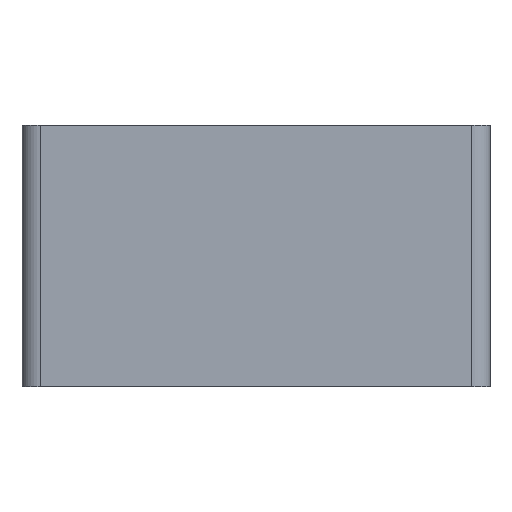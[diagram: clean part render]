
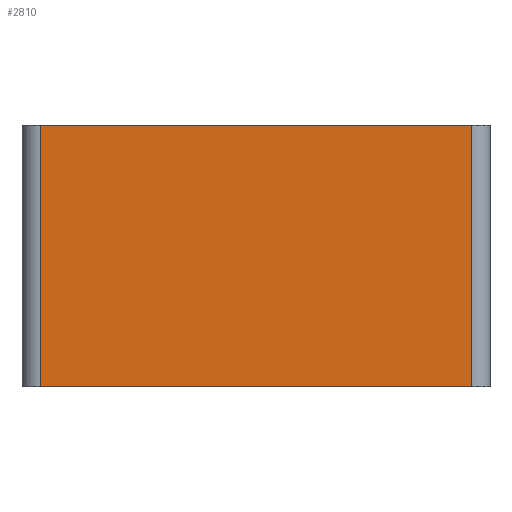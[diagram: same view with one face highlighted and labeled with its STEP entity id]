
A CAD part, left-side view. The second image highlights one B-rep face of the part: STEP entity #2810.
In plain terms, the highlighted planar face has unit normal (-1, 0, 0).
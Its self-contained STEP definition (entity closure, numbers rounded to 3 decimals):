
#947 = PLANE('',#948);
#948 = AXIS2_PLACEMENT_3D('',#949,#950,#951);
#949 = CARTESIAN_POINT('',(-55.,-37.5,42.));
#950 = DIRECTION('',(0.,0.,1.));
#951 = DIRECTION('',(1.,0.,0.));
#2116 = EDGE_CURVE('',#2117,#2119,#2121,.T.);
#2117 = VERTEX_POINT('',#2118);
#2118 = CARTESIAN_POINT('',(-56.2,-35.7,42.));
#2119 = VERTEX_POINT('',#2120);
#2120 = CARTESIAN_POINT('',(-56.2,35.7,42.));
#2121 = SURFACE_CURVE('',#2122,(#2126,#2133),.PCURVE_S1.);
#2122 = LINE('',#2123,#2124);
#2123 = CARTESIAN_POINT('',(-56.2,-37.5,42.));
#2124 = VECTOR('',#2125,1.);
#2125 = DIRECTION('',(0.,1.,0.));
#2126 = PCURVE('',#947,#2127);
#2127 = DEFINITIONAL_REPRESENTATION('',(#2128),#2132);
#2128 = LINE('',#2129,#2130);
#2129 = CARTESIAN_POINT('',(-1.2,0.));
#2130 = VECTOR('',#2131,1.);
#2131 = DIRECTION('',(0.,1.));
#2132 = ( GEOMETRIC_REPRESENTATION_CONTEXT(2) 
PARAMETRIC_REPRESENTATION_CONTEXT() REPRESENTATION_CONTEXT('2D SPACE',''
  ) );
#2133 = PCURVE('',#2134,#2139);
#2134 = PLANE('',#2135);
#2135 = AXIS2_PLACEMENT_3D('',#2136,#2137,#2138);
#2136 = CARTESIAN_POINT('',(-56.2,-37.5,0.));
#2137 = DIRECTION('',(1.,0.,0.));
#2138 = DIRECTION('',(0.,0.,1.));
#2139 = DEFINITIONAL_REPRESENTATION('',(#2140),#2144);
#2140 = LINE('',#2141,#2142);
#2141 = CARTESIAN_POINT('',(42.,0.));
#2142 = VECTOR('',#2143,1.);
#2143 = DIRECTION('',(0.,-1.));
#2144 = ( GEOMETRIC_REPRESENTATION_CONTEXT(2) 
PARAMETRIC_REPRESENTATION_CONTEXT() REPRESENTATION_CONTEXT('2D SPACE',''
  ) );
#2163 = CYLINDRICAL_SURFACE('',#2164,3.);
#2164 = AXIS2_PLACEMENT_3D('',#2165,#2166,#2167);
#2165 = CARTESIAN_POINT('',(-53.2,-35.7,-1.2));
#2166 = DIRECTION('',(0.,0.,1.));
#2167 = DIRECTION('',(-1.,0.,0.));
#2336 = CYLINDRICAL_SURFACE('',#2337,3.);
#2337 = AXIS2_PLACEMENT_3D('',#2338,#2339,#2340);
#2338 = CARTESIAN_POINT('',(-53.2,35.7,-1.2));
#2339 = DIRECTION('',(0.,0.,1.));
#2340 = DIRECTION('',(-1.,0.,0.));
#2810 = ADVANCED_FACE('',(#2811),#2134,.F.);
#2811 = FACE_BOUND('',#2812,.F.);
#2812 = EDGE_LOOP('',(#2813,#2843,#2864,#2865));
#2813 = ORIENTED_EDGE('',*,*,#2814,.F.);
#2814 = EDGE_CURVE('',#2815,#2817,#2819,.T.);
#2815 = VERTEX_POINT('',#2816);
#2816 = CARTESIAN_POINT('',(-56.2,35.7,-1.2));
#2817 = VERTEX_POINT('',#2818);
#2818 = CARTESIAN_POINT('',(-56.2,-35.7,-1.2));
#2819 = SURFACE_CURVE('',#2820,(#2824,#2831),.PCURVE_S1.);
#2820 = LINE('',#2821,#2822);
#2821 = CARTESIAN_POINT('',(-56.2,-37.5,-1.2));
#2822 = VECTOR('',#2823,1.);
#2823 = DIRECTION('',(0.,-1.,0.));
#2824 = PCURVE('',#2134,#2825);
#2825 = DEFINITIONAL_REPRESENTATION('',(#2826),#2830);
#2826 = LINE('',#2827,#2828);
#2827 = CARTESIAN_POINT('',(-1.2,0.));
#2828 = VECTOR('',#2829,1.);
#2829 = DIRECTION('',(0.,1.));
#2830 = ( GEOMETRIC_REPRESENTATION_CONTEXT(2) 
PARAMETRIC_REPRESENTATION_CONTEXT() REPRESENTATION_CONTEXT('2D SPACE',''
  ) );
#2831 = PCURVE('',#2832,#2837);
#2832 = PLANE('',#2833);
#2833 = AXIS2_PLACEMENT_3D('',#2834,#2835,#2836);
#2834 = CARTESIAN_POINT('',(-55.,-37.5,-1.2));
#2835 = DIRECTION('',(0.,0.,1.));
#2836 = DIRECTION('',(1.,0.,0.));
#2837 = DEFINITIONAL_REPRESENTATION('',(#2838),#2842);
#2838 = LINE('',#2839,#2840);
#2839 = CARTESIAN_POINT('',(-1.2,0.));
#2840 = VECTOR('',#2841,1.);
#2841 = DIRECTION('',(0.,-1.));
#2842 = ( GEOMETRIC_REPRESENTATION_CONTEXT(2) 
PARAMETRIC_REPRESENTATION_CONTEXT() REPRESENTATION_CONTEXT('2D SPACE',''
  ) );
#2843 = ORIENTED_EDGE('',*,*,#2844,.T.);
#2844 = EDGE_CURVE('',#2815,#2119,#2845,.T.);
#2845 = SURFACE_CURVE('',#2846,(#2850,#2857),.PCURVE_S1.);
#2846 = LINE('',#2847,#2848);
#2847 = CARTESIAN_POINT('',(-56.2,35.7,-1.2));
#2848 = VECTOR('',#2849,1.);
#2849 = DIRECTION('',(0.,0.,1.));
#2850 = PCURVE('',#2134,#2851);
#2851 = DEFINITIONAL_REPRESENTATION('',(#2852),#2856);
#2852 = LINE('',#2853,#2854);
#2853 = CARTESIAN_POINT('',(-1.2,-73.2));
#2854 = VECTOR('',#2855,1.);
#2855 = DIRECTION('',(1.,0.));
#2856 = ( GEOMETRIC_REPRESENTATION_CONTEXT(2) 
PARAMETRIC_REPRESENTATION_CONTEXT() REPRESENTATION_CONTEXT('2D SPACE',''
  ) );
#2857 = PCURVE('',#2336,#2858);
#2858 = DEFINITIONAL_REPRESENTATION('',(#2859),#2863);
#2859 = LINE('',#2860,#2861);
#2860 = CARTESIAN_POINT('',(-0.,0.));
#2861 = VECTOR('',#2862,1.);
#2862 = DIRECTION('',(-0.,1.));
#2863 = ( GEOMETRIC_REPRESENTATION_CONTEXT(2) 
PARAMETRIC_REPRESENTATION_CONTEXT() REPRESENTATION_CONTEXT('2D SPACE',''
  ) );
#2864 = ORIENTED_EDGE('',*,*,#2116,.F.);
#2865 = ORIENTED_EDGE('',*,*,#2866,.F.);
#2866 = EDGE_CURVE('',#2817,#2117,#2867,.T.);
#2867 = SURFACE_CURVE('',#2868,(#2872,#2879),.PCURVE_S1.);
#2868 = LINE('',#2869,#2870);
#2869 = CARTESIAN_POINT('',(-56.2,-35.7,-1.2));
#2870 = VECTOR('',#2871,1.);
#2871 = DIRECTION('',(0.,0.,1.));
#2872 = PCURVE('',#2134,#2873);
#2873 = DEFINITIONAL_REPRESENTATION('',(#2874),#2878);
#2874 = LINE('',#2875,#2876);
#2875 = CARTESIAN_POINT('',(-1.2,-1.8));
#2876 = VECTOR('',#2877,1.);
#2877 = DIRECTION('',(1.,0.));
#2878 = ( GEOMETRIC_REPRESENTATION_CONTEXT(2) 
PARAMETRIC_REPRESENTATION_CONTEXT() REPRESENTATION_CONTEXT('2D SPACE',''
  ) );
#2879 = PCURVE('',#2163,#2880);
#2880 = DEFINITIONAL_REPRESENTATION('',(#2881),#2885);
#2881 = LINE('',#2882,#2883);
#2882 = CARTESIAN_POINT('',(0.,0.));
#2883 = VECTOR('',#2884,1.);
#2884 = DIRECTION('',(0.,1.));
#2885 = ( GEOMETRIC_REPRESENTATION_CONTEXT(2) 
PARAMETRIC_REPRESENTATION_CONTEXT() REPRESENTATION_CONTEXT('2D SPACE',''
  ) );
